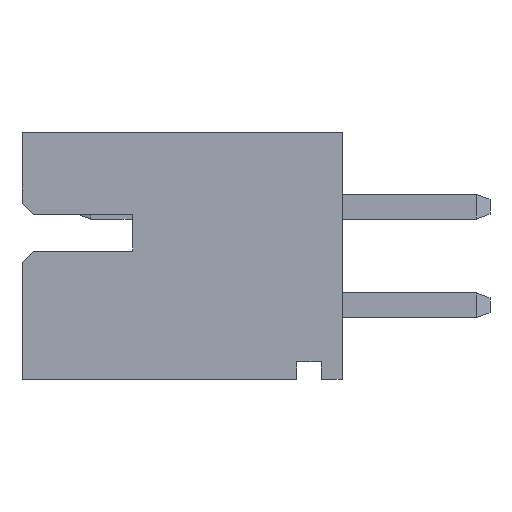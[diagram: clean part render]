
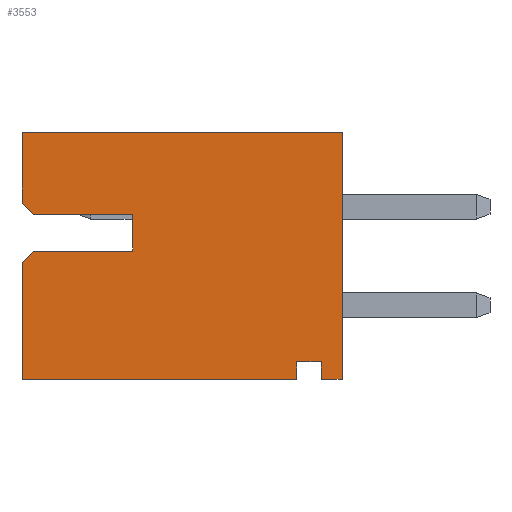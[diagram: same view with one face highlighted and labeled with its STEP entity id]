
A CAD part, left-side view. The second image highlights one B-rep face of the part: STEP entity #3553.
In plain terms, the highlighted face is planar.
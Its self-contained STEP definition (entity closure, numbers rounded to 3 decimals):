
#7 = VERTEX_POINT ( 'NONE', #3174 ) ;
#71 = EDGE_CURVE ( 'NONE', #2278, #2349, #3812, .T. ) ;
#103 = DIRECTION ( 'NONE',  ( 0., 1., 0. ) ) ;
#134 = LINE ( 'NONE', #1364, #2530 ) ;
#163 = VECTOR ( 'NONE', #1595, 1000. ) ;
#166 = CARTESIAN_POINT ( 'NONE',  ( 4.95, 0.925, 2.5 ) ) ;
#195 = DIRECTION ( 'NONE',  ( 0., -1., 0. ) ) ;
#226 = EDGE_CURVE ( 'NONE', #3712, #3235, #3354, .T. ) ;
#276 = EDGE_CURVE ( 'NONE', #2349, #3712, #3674, .T. ) ;
#314 = ORIENTED_EDGE ( 'NONE', *, *, #2352, .F. ) ;
#365 = CARTESIAN_POINT ( 'NONE',  ( 4.95, 6.275, -0.1 ) ) ;
#425 = EDGE_CURVE ( 'NONE', #2278, #2012, #3805, .T. ) ;
#452 = ORIENTED_EDGE ( 'NONE', *, *, #564, .F. ) ;
#483 = ORIENTED_EDGE ( 'NONE', *, *, #425, .T. ) ;
#564 = EDGE_CURVE ( 'NONE', #2638, #1016, #2541, .T. ) ;
#570 = CARTESIAN_POINT ( 'NONE',  ( 4.95, 4.25, -0.1 ) ) ;
#587 = VECTOR ( 'NONE', #2627, 1000. ) ;
#605 = VERTEX_POINT ( 'NONE', #3599 ) ;
#611 = DIRECTION ( 'NONE',  ( 0., 0., -1. ) ) ;
#636 = CARTESIAN_POINT ( 'NONE',  ( 4.95, 6.5, 2.5 ) ) ;
#754 = CARTESIAN_POINT ( 'NONE',  ( 4.95, 4.25, -0.85 ) ) ;
#790 = CARTESIAN_POINT ( 'NONE',  ( 4.95, 6.5, 2.5 ) ) ;
#812 = ORIENTED_EDGE ( 'NONE', *, *, #226, .F. ) ;
#892 = CARTESIAN_POINT ( 'NONE',  ( 4.95, 0.925, 2.15 ) ) ;
#948 = EDGE_CURVE ( 'NONE', #2221, #605, #3690, .T. ) ;
#959 = LINE ( 'NONE', #3388, #2266 ) ;
#977 = CARTESIAN_POINT ( 'NONE',  ( 4.95, 6.5, 2.5 ) ) ;
#1014 = DIRECTION ( 'NONE',  ( 0., -1., 0. ) ) ;
#1015 = LINE ( 'NONE', #1989, #2141 ) ;
#1016 = VERTEX_POINT ( 'NONE', #1592 ) ;
#1073 = DIRECTION ( 'NONE',  ( -1., 0., 0. ) ) ;
#1122 = LINE ( 'NONE', #3552, #3131 ) ;
#1302 = ORIENTED_EDGE ( 'NONE', *, *, #948, .F. ) ;
#1363 = EDGE_LOOP ( 'NONE', ( #3430, #812, #3984, #2403, #483, #2897, #452, #2528, #2312, #1692, #1302, #2844, #314, #2963 ) ) ;
#1364 = CARTESIAN_POINT ( 'NONE',  ( 4.95, 6.5, 0.125 ) ) ;
#1368 = LINE ( 'NONE', #754, #1525 ) ;
#1416 = CARTESIAN_POINT ( 'NONE',  ( 4.95, 0.425, 2.5 ) ) ;
#1490 = EDGE_CURVE ( 'NONE', #1712, #1787, #1122, .T. ) ;
#1516 = DIRECTION ( 'NONE',  ( 0., 1., 0. ) ) ;
#1525 = VECTOR ( 'NONE', #103, 1000. ) ;
#1592 = CARTESIAN_POINT ( 'NONE',  ( 4.95, 0., -2.5 ) ) ;
#1595 = DIRECTION ( 'NONE',  ( 0., 0., -1. ) ) ;
#1611 = LINE ( 'NONE', #977, #163 ) ;
#1649 = VECTOR ( 'NONE', #2823, 1000. ) ;
#1681 = PLANE ( 'NONE',  #3934 ) ;
#1692 = ORIENTED_EDGE ( 'NONE', *, *, #2832, .F. ) ;
#1712 = VERTEX_POINT ( 'NONE', #1976 ) ;
#1787 = VERTEX_POINT ( 'NONE', #3045 ) ;
#1873 = VERTEX_POINT ( 'NONE', #365 ) ;
#1976 = CARTESIAN_POINT ( 'NONE',  ( 4.95, 6.275, -0.85 ) ) ;
#1989 = CARTESIAN_POINT ( 'NONE',  ( 4.95, 0., 2.5 ) ) ;
#1999 = VECTOR ( 'NONE', #3782, 1000. ) ;
#2012 = VERTEX_POINT ( 'NONE', #2910 ) ;
#2057 = EDGE_CURVE ( 'NONE', #3107, #3235, #3550, .T. ) ;
#2073 = CARTESIAN_POINT ( 'NONE',  ( 4.95, 0.925, 2.15 ) ) ;
#2109 = CARTESIAN_POINT ( 'NONE',  ( 4.95, 0.925, 2.5 ) ) ;
#2141 = VECTOR ( 'NONE', #2614, 1000. ) ;
#2185 = CARTESIAN_POINT ( 'NONE',  ( 4.95, 0.425, 2.5 ) ) ;
#2221 = VERTEX_POINT ( 'NONE', #570 ) ;
#2266 = VECTOR ( 'NONE', #2493, 1000. ) ;
#2278 = VERTEX_POINT ( 'NONE', #2185 ) ;
#2285 = CARTESIAN_POINT ( 'NONE',  ( 4.95, 6.5, 2.5 ) ) ;
#2298 = DIRECTION ( 'NONE',  ( 0., 0., 1. ) ) ;
#2312 = ORIENTED_EDGE ( 'NONE', *, *, #1490, .F. ) ;
#2349 = VERTEX_POINT ( 'NONE', #2889 ) ;
#2352 = EDGE_CURVE ( 'NONE', #7, #1873, #134, .T. ) ;
#2403 = ORIENTED_EDGE ( 'NONE', *, *, #71, .F. ) ;
#2435 = CARTESIAN_POINT ( 'NONE',  ( 4.95, 6.5, 2.5 ) ) ;
#2493 = DIRECTION ( 'NONE',  ( 0., -1., 0. ) ) ;
#2528 = ORIENTED_EDGE ( 'NONE', *, *, #3096, .F. ) ;
#2530 = VECTOR ( 'NONE', #2575, 1000. ) ;
#2541 = LINE ( 'NONE', #3799, #2914 ) ;
#2575 = DIRECTION ( 'NONE',  ( 0., -0.707, -0.707 ) ) ;
#2614 = DIRECTION ( 'NONE',  ( 0., 0., -1. ) ) ;
#2627 = DIRECTION ( 'NONE',  ( 0., 0., -1. ) ) ;
#2638 = VERTEX_POINT ( 'NONE', #3313 ) ;
#2650 = VECTOR ( 'NONE', #611, 1000. ) ;
#2654 = VECTOR ( 'NONE', #195, 1000. ) ;
#2823 = DIRECTION ( 'NONE',  ( 0., 0., -1. ) ) ;
#2832 = EDGE_CURVE ( 'NONE', #605, #1712, #1368, .T. ) ;
#2844 = ORIENTED_EDGE ( 'NONE', *, *, #3740, .F. ) ;
#2889 = CARTESIAN_POINT ( 'NONE',  ( 4.95, 0.425, 2.15 ) ) ;
#2897 = ORIENTED_EDGE ( 'NONE', *, *, #3512, .T. ) ;
#2910 = CARTESIAN_POINT ( 'NONE',  ( 4.95, 0., 2.5 ) ) ;
#2914 = VECTOR ( 'NONE', #1014, 1000. ) ;
#2959 = DIRECTION ( 'NONE',  ( 0., 0.707, -0.707 ) ) ;
#2963 = ORIENTED_EDGE ( 'NONE', *, *, #3376, .F. ) ;
#3045 = CARTESIAN_POINT ( 'NONE',  ( 4.95, 6.5, -1.075 ) ) ;
#3096 = EDGE_CURVE ( 'NONE', #1787, #2638, #3649, .T. ) ;
#3107 = VERTEX_POINT ( 'NONE', #2435 ) ;
#3131 = VECTOR ( 'NONE', #2959, 1000. ) ;
#3174 = CARTESIAN_POINT ( 'NONE',  ( 4.95, 6.5, 0.125 ) ) ;
#3182 = VECTOR ( 'NONE', #3958, 1000. ) ;
#3235 = VERTEX_POINT ( 'NONE', #166 ) ;
#3312 = VECTOR ( 'NONE', #1516, 1000. ) ;
#3313 = CARTESIAN_POINT ( 'NONE',  ( 4.95, 6.5, -2.5 ) ) ;
#3354 = LINE ( 'NONE', #2109, #3182 ) ;
#3355 = CARTESIAN_POINT ( 'NONE',  ( 4.95, 6.5, 2.5 ) ) ;
#3376 = EDGE_CURVE ( 'NONE', #3107, #7, #1611, .T. ) ;
#3388 = CARTESIAN_POINT ( 'NONE',  ( 4.95, 6.275, -0.1 ) ) ;
#3391 = CARTESIAN_POINT ( 'NONE',  ( 4.95, 4.25, -0.1 ) ) ;
#3430 = ORIENTED_EDGE ( 'NONE', *, *, #2057, .T. ) ;
#3512 = EDGE_CURVE ( 'NONE', #2012, #1016, #1015, .T. ) ;
#3550 = LINE ( 'NONE', #2285, #2654 ) ;
#3552 = CARTESIAN_POINT ( 'NONE',  ( 4.95, 6.275, -0.85 ) ) ;
#3553 = ADVANCED_FACE ( 'NONE', ( #3862 ), #1681, .F. ) ;
#3599 = CARTESIAN_POINT ( 'NONE',  ( 4.95, 4.25, -0.85 ) ) ;
#3649 = LINE ( 'NONE', #3355, #1649 ) ;
#3674 = LINE ( 'NONE', #2073, #3312 ) ;
#3690 = LINE ( 'NONE', #3391, #2650 ) ;
#3712 = VERTEX_POINT ( 'NONE', #892 ) ;
#3740 = EDGE_CURVE ( 'NONE', #1873, #2221, #959, .T. ) ;
#3782 = DIRECTION ( 'NONE',  ( 0., -1., 0. ) ) ;
#3799 = CARTESIAN_POINT ( 'NONE',  ( 4.95, 6.5, -2.5 ) ) ;
#3805 = LINE ( 'NONE', #636, #1999 ) ;
#3812 = LINE ( 'NONE', #1416, #587 ) ;
#3862 = FACE_OUTER_BOUND ( 'NONE', #1363, .T. ) ;
#3934 = AXIS2_PLACEMENT_3D ( 'NONE', #790, #1073, #2298 ) ;
#3958 = DIRECTION ( 'NONE',  ( 0., 0., 1. ) ) ;
#3984 = ORIENTED_EDGE ( 'NONE', *, *, #276, .F. ) ;
